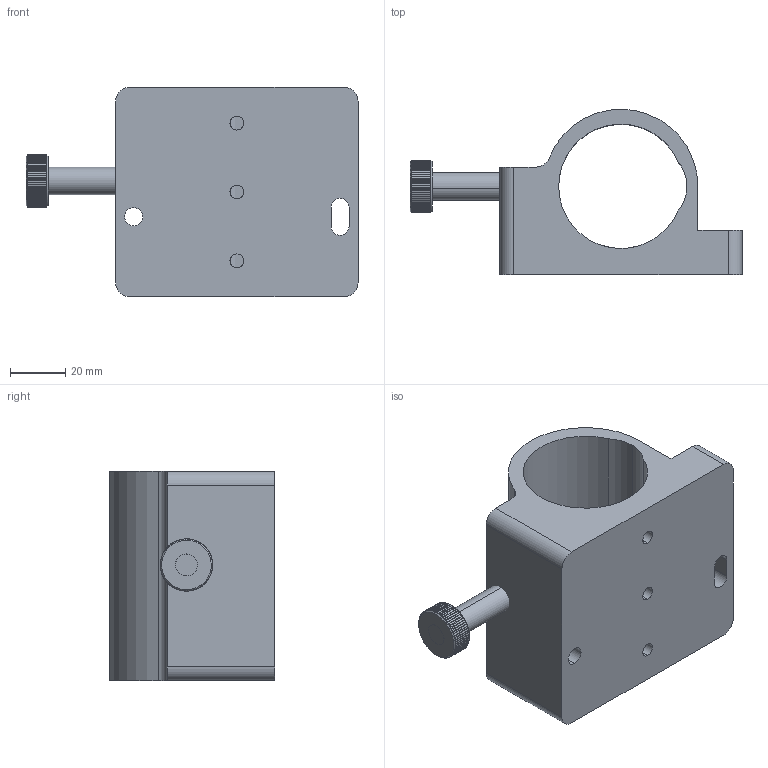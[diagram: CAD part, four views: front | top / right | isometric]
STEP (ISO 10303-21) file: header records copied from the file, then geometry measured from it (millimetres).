
FILE_DESCRIPTION (( 'STEP AP203' ), '1' );
FILE_NAME ('04LMS-4AM.STEP', '2016-12-21T07:18:51', ( '' ), ( '' ), 'SwSTEP 2.0', 'SolidWorks 2016', '' );
FILE_SCHEMA (( 'CONFIG_CONTROL_DESIGN' ));
Length unit declared in the file: millimetre
Products named in the file (1): 04LMS-4AM
Bounding box: 120.6 x 60 x 76 mm (x, y, z)
Volume: 173139.5 mm3; surface area: 41016.5 mm2
Topology: 3 solids, 3 shells, 238 faces, 683 edges, 454 vertices
Faces by surface type: cylinder 212, plane 20, cone 6
Entity records: 9192 total; most frequent: CARTESIAN_POINT 3106, ORIENTED_EDGE 1366, DIRECTION 1135, EDGE_CURVE 683, VERTEX_POINT 454, AXIS2_PLACEMENT_3D 445, EDGE_LOOP 257, LINE 245
